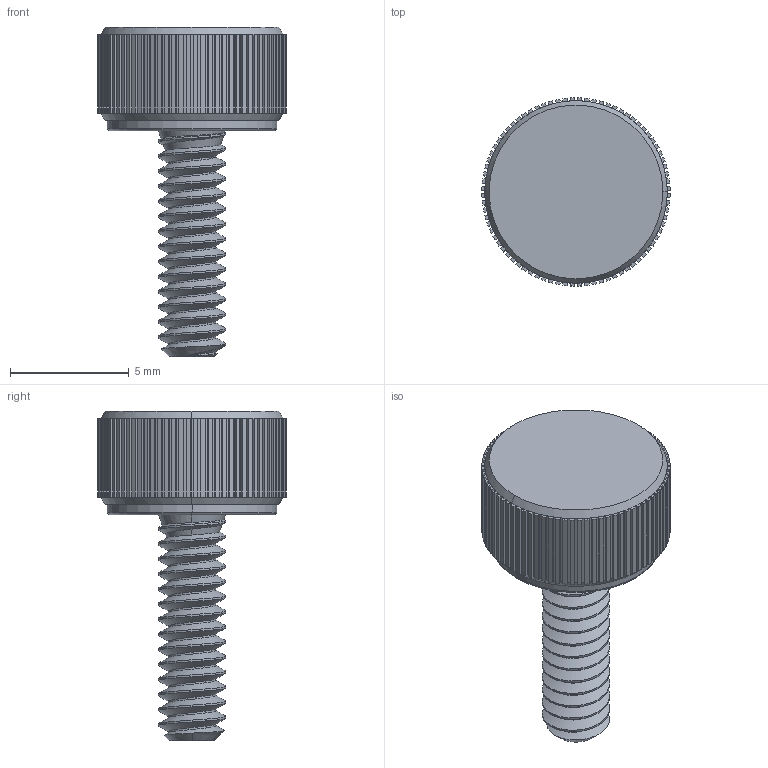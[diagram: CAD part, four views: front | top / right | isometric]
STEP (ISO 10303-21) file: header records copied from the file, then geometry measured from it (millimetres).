
FILE_DESCRIPTION (( 'STEP AP203' ), '1' );
FILE_NAME ('91185A559_Plastic-Head Thumb Screws.STEP', '2021-07-08T12:29:07', ( 'Administrator' ), ( 'Managed by Terraform' ), 'SwSTEP 2.0', 'SolidWorks 2017', '' );
FILE_SCHEMA (( 'CONFIG_CONTROL_DESIGN' ));
Length unit declared in the file: inch
Products named in the file (1): 91185A559_Plastic-Head Thumb Screws
Bounding box: 7.94 x 7.94 x 13.89 mm (x, y, z)
Volume: 249.5 mm3; surface area: 383.9 mm2
Topology: 1 solids, 1 shells, 534 faces, 1419 edges, 889 vertices
Faces by surface type: plane 324, cylinder 193, cone 12, bspline 3, torus 2
Entity records: 18647 total; most frequent: CARTESIAN_POINT 4984, DIRECTION 3065, ORIENTED_EDGE 2838, EDGE_CURVE 1419, AXIS2_PLACEMENT_3D 1191, VERTEX_POINT 889, LINE 683, VECTOR 683
